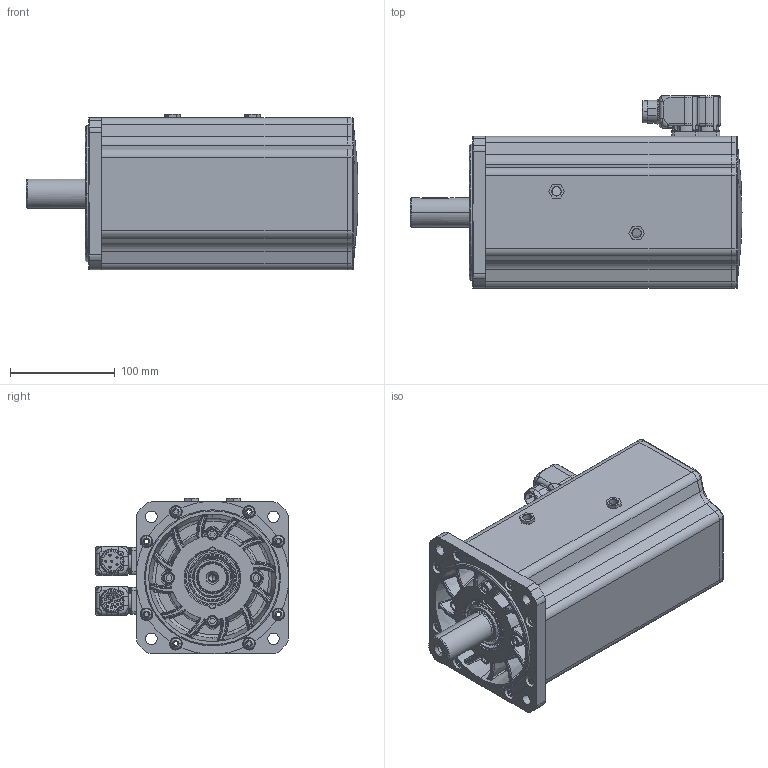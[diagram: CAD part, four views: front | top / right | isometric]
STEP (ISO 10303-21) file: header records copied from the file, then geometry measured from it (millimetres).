
FILE_DESCRIPTION((''),'2;1');
FILE_NAME('U30720C153_51585N-0','2016-06-04T',('zhangyanli'),(''),'PRO/ENGINEER BY PARAMETRIC TECHNOLOGY CORPORATION, 2010430','PRO/ENGINEER BY PARAMETRIC TECHNOLOGY CORPORATION, 2010430','');
FILE_SCHEMA(('CONFIG_CONTROL_DESIGN'));
Length unit declared in the file: millimetre
Products named in the file (1): U30720C153_51585N-0
Bounding box: 317.2 x 184 x 148.5 mm (x, y, z)
Surface area: 302748.7 mm2 (no closed solid volume)
Topology: 0 solids, 68 shells, 879 faces, 2900 edges, 2002 vertices
Faces by surface type: cylinder 260, plane 201, bspline 154, torus 122, cone 92, sphere 50
Entity records: 40214 total; most frequent: CARTESIAN_POINT 16063, DIRECTION 5105, ORIENTED_EDGE 4603, EDGE_CURVE 2896, AXIS2_PLACEMENT_3D 2104, VERTEX_POINT 2002, CIRCLE 1379, EDGE_LOOP 977
